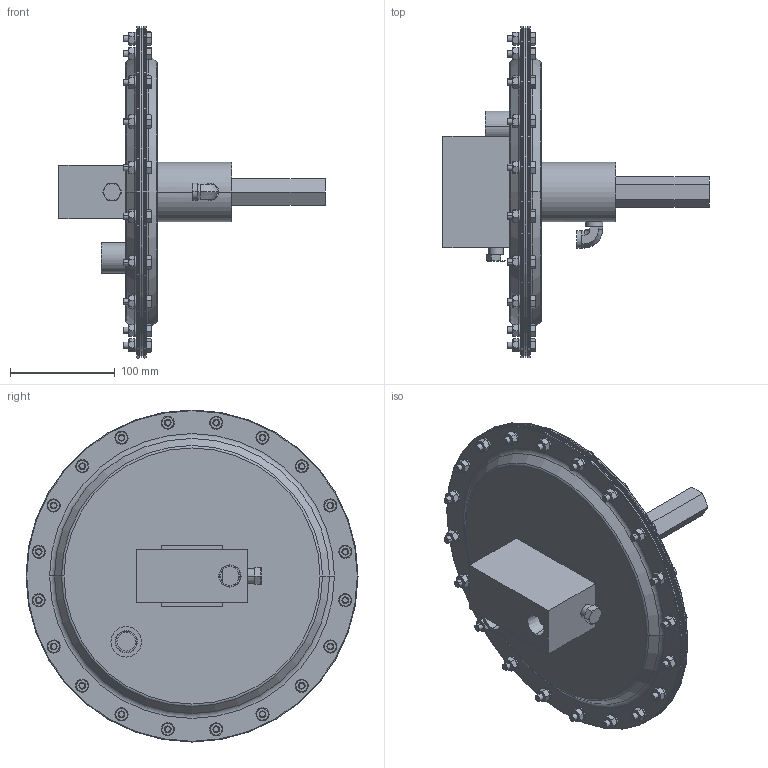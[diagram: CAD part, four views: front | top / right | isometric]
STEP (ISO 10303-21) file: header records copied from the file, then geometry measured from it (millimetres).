
FILE_DESCRIPTION (( 'STEP AP203' ), '1' );
FILE_NAME ('695X-050-NPT.STEP', '2024-01-16T13:04:32', ( '' ), ( '' ), 'SwSTEP 2.0', 'SolidWorks 2022', '' );
FILE_SCHEMA (( 'CONFIG_CONTROL_DESIGN' ));
Length unit declared in the file: millimetre
Products named in the file (1): 695X-050-NPT
Bounding box: 254.5 x 317.5 x 317.5 mm (x, y, z)
Surface area: 451891.9 mm2 (no closed solid volume)
Topology: 0 solids, 93 shells, 785 faces, 2143 edges, 1441 vertices
Faces by surface type: plane 369, cone 296, cylinder 104, torus 16
Entity records: 27744 total; most frequent: CARTESIAN_POINT 8474, DIRECTION 4031, ORIENTED_EDGE 3508, EDGE_CURVE 2143, AXIS2_PLACEMENT_3D 1720, VERTEX_POINT 1441, EDGE_LOOP 975, CIRCLE 934
